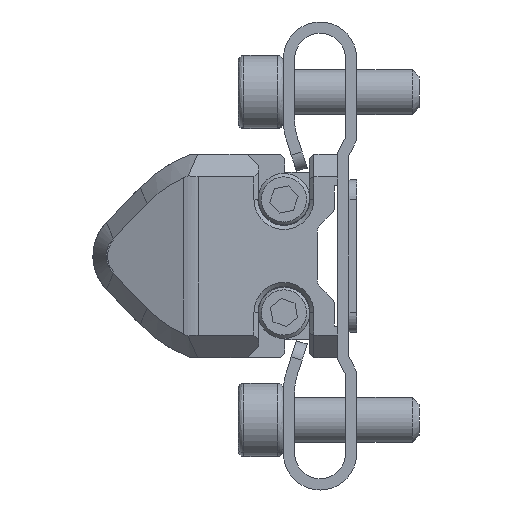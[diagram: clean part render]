
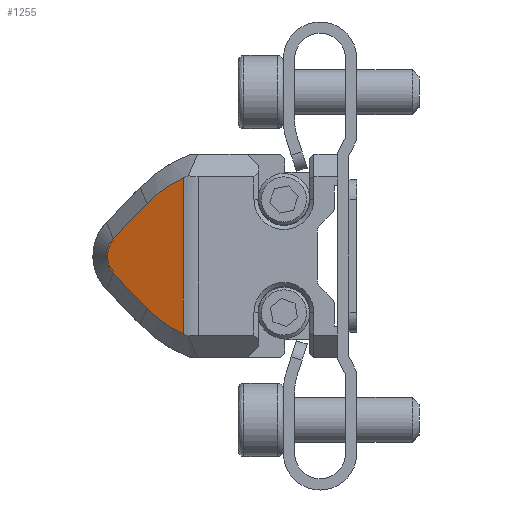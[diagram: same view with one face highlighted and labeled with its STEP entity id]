
A CAD part, left-side view. The second image highlights one B-rep face of the part: STEP entity #1255.
In plain terms, the highlighted planar face has unit normal (-0.946, 0.325, 0).
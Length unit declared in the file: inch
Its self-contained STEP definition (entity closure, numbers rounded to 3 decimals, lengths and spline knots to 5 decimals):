
#213 = CARTESIAN_POINT ( 'NONE',  ( -5.73946, 0.22987, -0.2719 ) ) ;
#794 = CARTESIAN_POINT ( 'NONE',  ( -5.69588, 0.35651, -0.1833 ) ) ;
#881 = CARTESIAN_POINT ( 'NONE',  ( -5.65543, 0.47404, 0.06112 ) ) ;
#1055 = CARTESIAN_POINT ( 'NONE',  ( -5.6541, 0.47792, -0.05711 ) ) ;
#1255 = ADVANCED_FACE ( 'NONE', ( #2955 ), #11213, .F. ) ;
#2173 = EDGE_CURVE ( 'NONE', #20710, #21051, #28741, .T. ) ;
#2955 = FACE_OUTER_BOUND ( 'NONE', #21210, .T. ) ;
#3012 = VECTOR ( 'NONE', #34006, 39.37008 ) ;
#3131 = CARTESIAN_POINT ( 'NONE',  ( -5.64637, 0.50036, -0.27516 ) ) ;
#3359 = CARTESIAN_POINT ( 'NONE',  ( -5.64844, 0.49437, -0.02796 ) ) ;
#3514 = VERTEX_POINT ( 'NONE', #16603 ) ;
#3533 = CARTESIAN_POINT ( 'NONE',  ( -5.64788, 0.49598, -0.02257 ) ) ;
#3882 = CARTESIAN_POINT ( 'NONE',  ( -5.73946, 0.22987, 0.2719 ) ) ;
#4142 = EDGE_CURVE ( 'NONE', #10141, #20710, #18592, .T. ) ;
#4169 = EDGE_CURVE ( 'NONE', #21051, #11079, #12310, .T. ) ;
#5440 = AXIS2_PLACEMENT_3D ( 'NONE', #3131, #21939, #24417 ) ;
#5517 = CARTESIAN_POINT ( 'NONE',  ( -5.73946, 0.22987, 0.2719 ) ) ;
#5920 = CARTESIAN_POINT ( 'NONE',  ( -5.65543, 0.47404, -0.06112 ) ) ;
#6002 = CARTESIAN_POINT ( 'NONE',  ( -5.6499, 0.49011, -0.03842 ) ) ;
#6192 = CARTESIAN_POINT ( 'NONE',  ( -5.73143, 0.2532, -0.26096 ) ) ;
#6539 = CARTESIAN_POINT ( 'NONE',  ( -5.69588, 0.35651, -0.1833 ) ) ;
#7803 = CARTESIAN_POINT ( 'NONE',  ( -5.69588, 0.35651, 0.1833 ) ) ;
#8483 = CARTESIAN_POINT ( 'NONE',  ( -5.70214, 0.33832, -0.2023 ) ) ;
#8721 = CARTESIAN_POINT ( 'NONE',  ( -5.66894, 0.43477, -0.10176 ) ) ;
#8803 = CARTESIAN_POINT ( 'NONE',  ( -5.64989, 0.49015, 0.03832 ) ) ;
#10141 = VERTEX_POINT ( 'NONE', #11155 ) ;
#10319 = ORIENTED_EDGE ( 'NONE', *, *, #4169, .F. ) ;
#10945 = CARTESIAN_POINT ( 'NONE',  ( -5.7354, 0.24166, -0.26671 ) ) ;
#11079 = VERTEX_POINT ( 'NONE', #6539 ) ;
#11121 = CARTESIAN_POINT ( 'NONE',  ( -5.73445, 0.24442, 0.26551 ) ) ;
#11155 = CARTESIAN_POINT ( 'NONE',  ( -5.69588, 0.35651, 0.1833 ) ) ;
#11213 = PLANE ( 'NONE',  #5440 ) ;
#12310 = B_SPLINE_CURVE_WITH_KNOTS ( 'NONE', 3,
 ( #213, #10945, #6192, #21674, #32396, #21848, #8483, #19210 ),
 .UNSPECIFIED., .F., .F.,
 ( 4, 2, 2, 4 ),
 ( 0., 0.00103, 0.00205, 0.00411 ),
 .UNSPECIFIED. ) ;
#13076 = CARTESIAN_POINT ( 'NONE',  ( -5.66894, 0.43477, 0.10176 ) ) ;
#13671 = VERTEX_POINT ( 'NONE', #25154 ) ;
#15498 = EDGE_CURVE ( 'NONE', #13671, #3514, #29339, .T. ) ;
#16010 = ORIENTED_EDGE ( 'NONE', *, *, #32443, .F. ) ;
#16225 = CARTESIAN_POINT ( 'NONE',  ( -5.72958, 0.25858, 0.25824 ) ) ;
#16280 = CARTESIAN_POINT ( 'NONE',  ( -5.68243, 0.3956, -0.14249 ) ) ;
#16603 = CARTESIAN_POINT ( 'NONE',  ( -5.65543, 0.47404, 0.06112 ) ) ;
#16907 = B_SPLINE_CURVE_WITH_KNOTS ( 'NONE', 3,
 ( #23628, #13076, #23800, #7803 ),
 .UNSPECIFIED., .F., .F.,
 ( 4, 4 ),
 ( 0., 1. ),
 .UNSPECIFIED. ) ;
#18306 = ORIENTED_EDGE ( 'NONE', *, *, #15498, .F. ) ;
#18592 = B_SPLINE_CURVE_WITH_KNOTS ( 'NONE', 3,
 ( #26969, #22192, #32916, #16225, #11121, #5517 ),
 .UNSPECIFIED., .F., .F.,
 ( 4, 2, 4 ),
 ( 0., 0.00285, 0.00411 ),
 .UNSPECIFIED. ) ;
#19210 = CARTESIAN_POINT ( 'NONE',  ( -5.69588, 0.35651, -0.1833 ) ) ;
#19528 = CARTESIAN_POINT ( 'NONE',  ( -5.65079, 0.48752, 0.04336 ) ) ;
#20710 = VERTEX_POINT ( 'NONE', #3882 ) ;
#20787 = B_SPLINE_CURVE_WITH_KNOTS ( 'NONE', 3,
 ( #794, #16280, #8721, #5920 ),
 .UNSPECIFIED., .F., .F.,
 ( 4, 4 ),
 ( 0., 1. ),
 .UNSPECIFIED. ) ;
#21051 = VERTEX_POINT ( 'NONE', #21575 ) ;
#21210 = EDGE_LOOP ( 'NONE', ( #27740, #16010, #18306, #25463, #10319, #22717 ) ) ;
#21575 = CARTESIAN_POINT ( 'NONE',  ( -5.73946, 0.22987, -0.2719 ) ) ;
#21674 = CARTESIAN_POINT ( 'NONE',  ( -5.72368, 0.27571, -0.24832 ) ) ;
#21848 = CARTESIAN_POINT ( 'NONE',  ( -5.70893, 0.31857, -0.21915 ) ) ;
#21939 = DIRECTION ( 'NONE',  ( 0.946, -0.325, 0. ) ) ;
#22000 = CARTESIAN_POINT ( 'NONE',  ( -5.65291, 0.48137, -0.05277 ) ) ;
#22192 = CARTESIAN_POINT ( 'NONE',  ( -5.70444, 0.33164, 0.20927 ) ) ;
#22516 = CARTESIAN_POINT ( 'NONE',  ( -5.64693, 0.49874, -0.0057 ) ) ;
#22717 = ORIENTED_EDGE ( 'NONE', *, *, #2173, .F. ) ;
#23292 = CARTESIAN_POINT ( 'NONE',  ( -5.73946, 0.22987, 0.28282 ) ) ;
#23628 = CARTESIAN_POINT ( 'NONE',  ( -5.65543, 0.47404, 0.06112 ) ) ;
#23800 = CARTESIAN_POINT ( 'NONE',  ( -5.68243, 0.3956, 0.14249 ) ) ;
#24417 = DIRECTION ( 'NONE',  ( -0.325, -0.946, 0. ) ) ;
#24646 = CARTESIAN_POINT ( 'NONE',  ( -5.65543, 0.47404, -0.06112 ) ) ;
#24985 = CARTESIAN_POINT ( 'NONE',  ( -5.6541, 0.47792, 0.05711 ) ) ;
#25154 = CARTESIAN_POINT ( 'NONE',  ( -5.65543, 0.47404, -0.06112 ) ) ;
#25463 = ORIENTED_EDGE ( 'NONE', *, *, #28956, .F. ) ;
#26969 = CARTESIAN_POINT ( 'NONE',  ( -5.69588, 0.35651, 0.1833 ) ) ;
#27459 = CARTESIAN_POINT ( 'NONE',  ( -5.64713, 0.49818, -0.01146 ) ) ;
#27740 = ORIENTED_EDGE ( 'NONE', *, *, #4142, .F. ) ;
#27978 = CARTESIAN_POINT ( 'NONE',  ( -5.6477, 0.4965, 0.02271 ) ) ;
#28741 = LINE ( 'NONE', #23292, #3012 ) ;
#28956 = EDGE_CURVE ( 'NONE', #11079, #13671, #20787, .T. ) ;
#29339 = B_SPLINE_CURVE_WITH_KNOTS ( 'NONE', 3,
 ( #24646, #1055, #22000, #30078, #6002, #3359, #3533, #27459, #22516, #30610, #27978, #8803, #19528, #30260, #24985, #881 ),
 .UNSPECIFIED., .F., .F.,
 ( 4, 2, 2, 2, 2, 2, 2, 4 ),
 ( 0., 0.00043, 0.00086, 0.00129, 0.00173, 0.00259, 0.00302, 0.00345 ),
 .UNSPECIFIED. ) ;
#30078 = CARTESIAN_POINT ( 'NONE',  ( -5.65081, 0.48746, -0.04346 ) ) ;
#30260 = CARTESIAN_POINT ( 'NONE',  ( -5.6529, 0.48139, 0.05276 ) ) ;
#30610 = CARTESIAN_POINT ( 'NONE',  ( -5.64693, 0.49875, 0.01129 ) ) ;
#32396 = CARTESIAN_POINT ( 'NONE',  ( -5.71989, 0.28673, -0.2414 ) ) ;
#32443 = EDGE_CURVE ( 'NONE', #3514, #10141, #16907, .T. ) ;
#32916 = CARTESIAN_POINT ( 'NONE',  ( -5.71422, 0.30321, 0.23182 ) ) ;
#34006 = DIRECTION ( 'NONE',  ( 0., 0., -1. ) ) ;
